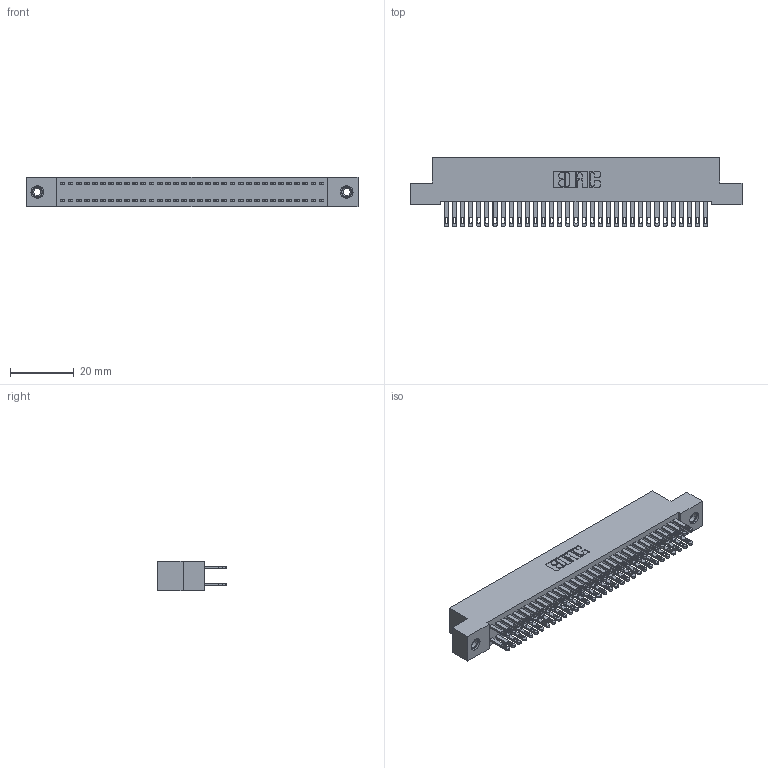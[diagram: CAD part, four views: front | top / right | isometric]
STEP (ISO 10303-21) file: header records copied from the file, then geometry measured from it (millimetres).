
FILE_DESCRIPTION (( 'STEP AP203' ), '1' );
FILE_NAME ('892-066-500-208.STEP', '2020-09-21T19:29:38', ( '' ), ( '' ), 'SwSTEP 2.0', 'SolidWorks 2020', '' );
FILE_SCHEMA (( 'CONFIG_CONTROL_DESIGN' ));
Length unit declared in the file: inch
Products named in the file (4): 892-066-500-208; 842 Part_TI; 345-292-001_345-293-100; 345-250-001_345-250-003-102
Assembly tree (69 placements, depth 2):
  892-066-500-208
    842 Part_TI
    345-292-001_345-293-100  x66
    345-250-001_345-250-003-102  x2
Bounding box: 104.14 x 21.85 x 9.4 mm (x, y, z)
Volume: 9510.4 mm3; surface area: 15900.9 mm2
Topology: 69 solids, 69 shells, 3338 faces, 10137 edges, 6750 vertices
Faces by surface type: plane 2078, cylinder 1244, cone 12, torus 4
Entity records: 23378 total; most frequent: CARTESIAN_POINT 3865, ORIENTED_EDGE 3794, DIRECTION 3351, EDGE_CURVE 1897, LINE 1745, VECTOR 1745, VERTEX_POINT 1260, AXIS2_PLACEMENT_3D 803
